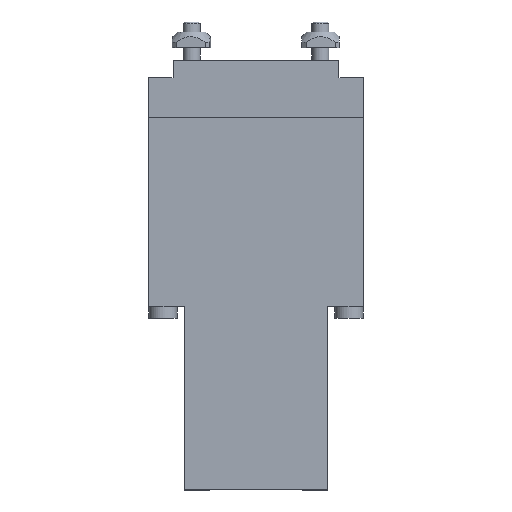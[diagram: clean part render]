
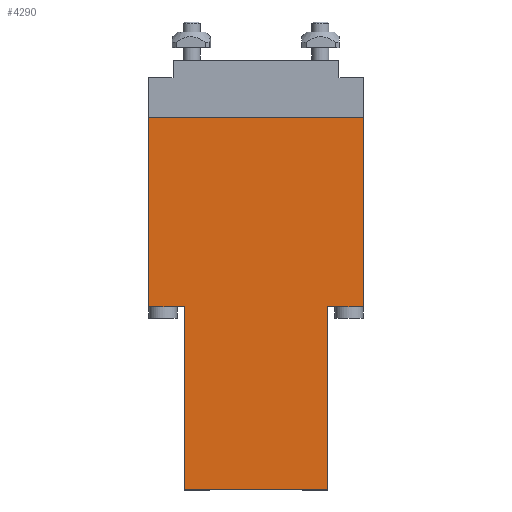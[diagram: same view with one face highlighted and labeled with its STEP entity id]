
A CAD part, top view. The second image highlights one B-rep face of the part: STEP entity #4290.
In plain terms, the highlighted planar face has unit normal (0, 0, 1).
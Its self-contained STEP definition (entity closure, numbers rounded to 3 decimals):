
#187=PLANE('',#4743);
#367=FACE_OUTER_BOUND('',#614,.T.);
#614=EDGE_LOOP('',(#3144,#3145,#3146,#3147,#3148,#3149,#3150,#3151));
#883=LINE('',#6494,#1340);
#910=LINE('',#6565,#1367);
#912=LINE('',#6569,#1369);
#915=LINE('',#6575,#1372);
#916=LINE('',#6578,#1373);
#923=LINE('',#6592,#1380);
#925=LINE('',#6596,#1382);
#926=LINE('',#6597,#1383);
#1340=VECTOR('',#5200,10.);
#1367=VECTOR('',#5279,10.);
#1369=VECTOR('',#5283,10.);
#1372=VECTOR('',#5288,10.);
#1373=VECTOR('',#5291,10.);
#1380=VECTOR('',#5304,10.);
#1382=VECTOR('',#5308,10.);
#1383=VECTOR('',#5309,10.);
#1937=VERTEX_POINT('',#6491);
#1938=VERTEX_POINT('',#6493);
#1956=VERTEX_POINT('',#6563);
#1957=VERTEX_POINT('',#6567);
#1958=VERTEX_POINT('',#6571);
#1960=VERTEX_POINT('',#6577);
#1964=VERTEX_POINT('',#6591);
#1965=VERTEX_POINT('',#6595);
#2363=EDGE_CURVE('',#1937,#1938,#883,.T.);
#2399=EDGE_CURVE('',#1937,#1956,#910,.T.);
#2401=EDGE_CURVE('',#1956,#1957,#912,.T.);
#2404=EDGE_CURVE('',#1938,#1958,#915,.T.);
#2405=EDGE_CURVE('',#1960,#1958,#916,.T.);
#2412=EDGE_CURVE('',#1964,#1960,#923,.T.);
#2414=EDGE_CURVE('',#1965,#1957,#925,.T.);
#2415=EDGE_CURVE('',#1965,#1964,#926,.T.);
#3144=ORIENTED_EDGE('',*,*,#2363,.F.);
#3145=ORIENTED_EDGE('',*,*,#2399,.T.);
#3146=ORIENTED_EDGE('',*,*,#2401,.T.);
#3147=ORIENTED_EDGE('',*,*,#2414,.F.);
#3148=ORIENTED_EDGE('',*,*,#2415,.T.);
#3149=ORIENTED_EDGE('',*,*,#2412,.T.);
#3150=ORIENTED_EDGE('',*,*,#2405,.T.);
#3151=ORIENTED_EDGE('',*,*,#2404,.F.);
#4290=ADVANCED_FACE('',(#367),#187,.T.);
#4743=AXIS2_PLACEMENT_3D('',#6594,#5306,#5307);
#5200=DIRECTION('',(1.,0.,0.));
#5279=DIRECTION('',(0.,-1.,0.));
#5283=DIRECTION('',(1.,0.,0.));
#5288=DIRECTION('',(0.,-1.,0.));
#5291=DIRECTION('',(1.,0.,0.));
#5304=DIRECTION('',(0.,1.,0.));
#5306=DIRECTION('center_axis',(0.,0.,1.));
#5307=DIRECTION('ref_axis',(1.,0.,0.));
#5308=DIRECTION('',(0.,1.,0.));
#5309=DIRECTION('',(1.,0.,0.));
#6491=CARTESIAN_POINT('',(-37.5,130.,5.5));
#6493=CARTESIAN_POINT('',(37.5,130.,5.5));
#6494=CARTESIAN_POINT('',(-37.5,130.,5.5));
#6563=CARTESIAN_POINT('',(-37.5,64.,5.5));
#6565=CARTESIAN_POINT('',(-37.5,130.,5.5));
#6567=CARTESIAN_POINT('',(-25.,64.,5.5));
#6569=CARTESIAN_POINT('',(-37.5,64.,5.5));
#6571=CARTESIAN_POINT('',(37.5,64.,5.5));
#6575=CARTESIAN_POINT('',(37.5,130.,5.5));
#6577=CARTESIAN_POINT('',(25.,64.,5.5));
#6578=CARTESIAN_POINT('',(25.,64.,5.5));
#6591=CARTESIAN_POINT('',(25.,0.,5.5));
#6592=CARTESIAN_POINT('',(25.,0.,5.5));
#6594=CARTESIAN_POINT('Origin',(25.,0.,5.5));
#6595=CARTESIAN_POINT('',(-25.,0.,5.5));
#6596=CARTESIAN_POINT('',(-25.,0.,5.5));
#6597=CARTESIAN_POINT('',(-25.,0.,5.5));
